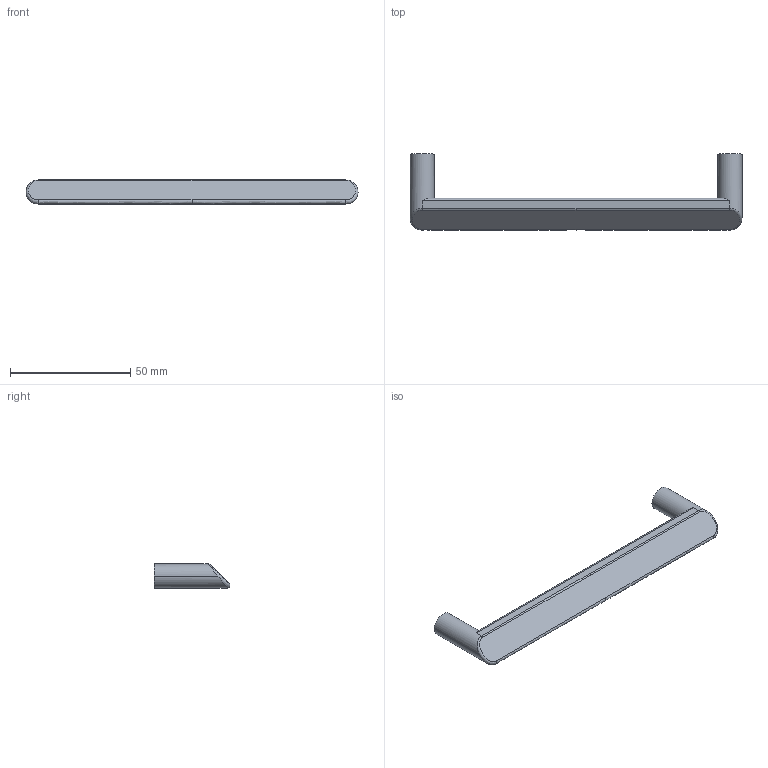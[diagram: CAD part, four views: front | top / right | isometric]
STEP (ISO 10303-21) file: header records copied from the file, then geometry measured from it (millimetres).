
FILE_DESCRIPTION(('Creo Elements/Direct Modeling STEP Export'),'2;1');
FILE_NAME('1791-138.stp','2017-09-07T 8:30:46',(''),(''),'Creo Elements/Direct Modeling STEP processor for AP214 (Solid Model)','Creo Elements/Direct Modeling 20.0 12-Nov-2016 (C) Parametric Technology GmbH','');
FILE_SCHEMA(('AUTOMOTIVE_DESIGN { 1 0 10303 214 1 1 1 1 }'));
Length unit declared in the file: millimetre
Products named in the file (1): Griff
Bounding box: 138 x 31.58 x 10 mm (x, y, z)
Volume: 11061.9 mm3; surface area: 6470.6 mm2
Topology: 1 solids, 1 shells, 32 faces, 76 edges, 46 vertices
Faces by surface type: cylinder 14, plane 8, bspline 6, cone 4
Entity records: 3261 total; most frequent: CARTESIAN_POINT 2566, ORIENTED_EDGE 144, DIRECTION 112, EDGE_CURVE 72, VERTEX_POINT 46, AXIS2_PLACEMENT_3D 44, EDGE_LOOP 36, FACE_OUTER_BOUND 32
